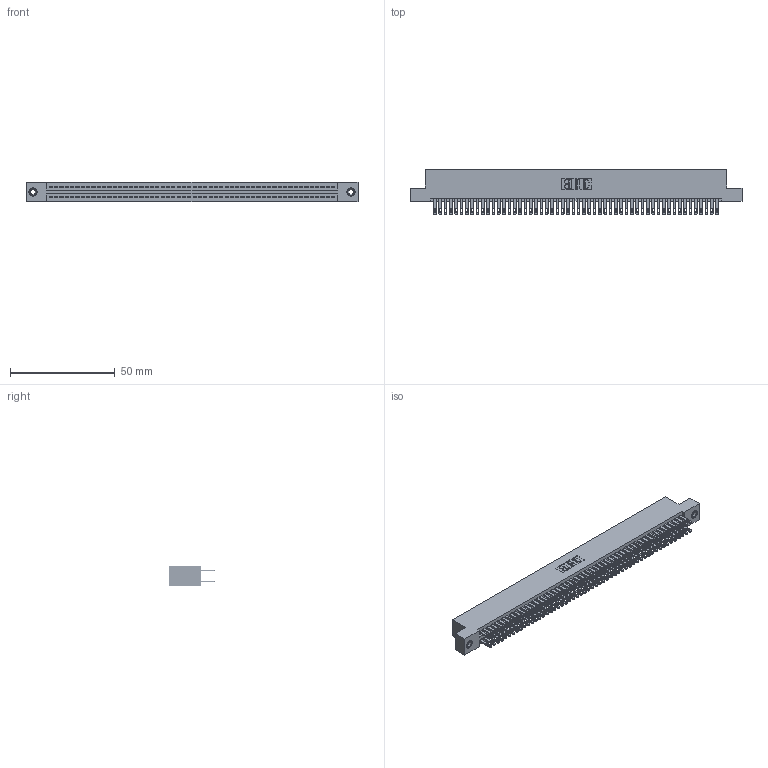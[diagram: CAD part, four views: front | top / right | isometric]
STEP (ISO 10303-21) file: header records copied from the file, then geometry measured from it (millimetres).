
FILE_DESCRIPTION (( 'STEP AP203' ), '1' );
FILE_NAME ('345-108-500-208.STEP', '2018-10-07T04:39:03', ( '' ), ( '' ), 'SwSTEP 2.0', 'SolidWorks 2016', '' );
FILE_SCHEMA (( 'CONFIG_CONTROL_DESIGN' ));
Length unit declared in the file: inch
Products named in the file (4): 345 Part_Flush Mounting Lugs - 0.156 Dia-TI; 345-292-001_345-293-100; 345-250-001_345-250-003-102; 345-108-500-208
Assembly tree (113 placements, depth 2):
  345-108-500-208
    345 Part_Flush Mounting Lugs - 0.156 Dia-TI
    345-292-001_345-293-100  x108
    345-250-001_345-250-003-102  x2
Bounding box: 158.37 x 21.51 x 9.4 mm (x, y, z)
Volume: 15819 mm3; surface area: 24730.6 mm2
Topology: 111 solids, 111 shells, 5154 faces, 15705 edges, 10462 vertices
Faces by surface type: plane 3028, cylinder 2110, cone 12, torus 4
Entity records: 41872 total; most frequent: CARTESIAN_POINT 6987, ORIENTED_EDGE 6914, DIRECTION 6175, EDGE_CURVE 3457, VECTOR 3085, LINE 3085, VERTEX_POINT 2300, AXIS2_PLACEMENT_3D 1545
